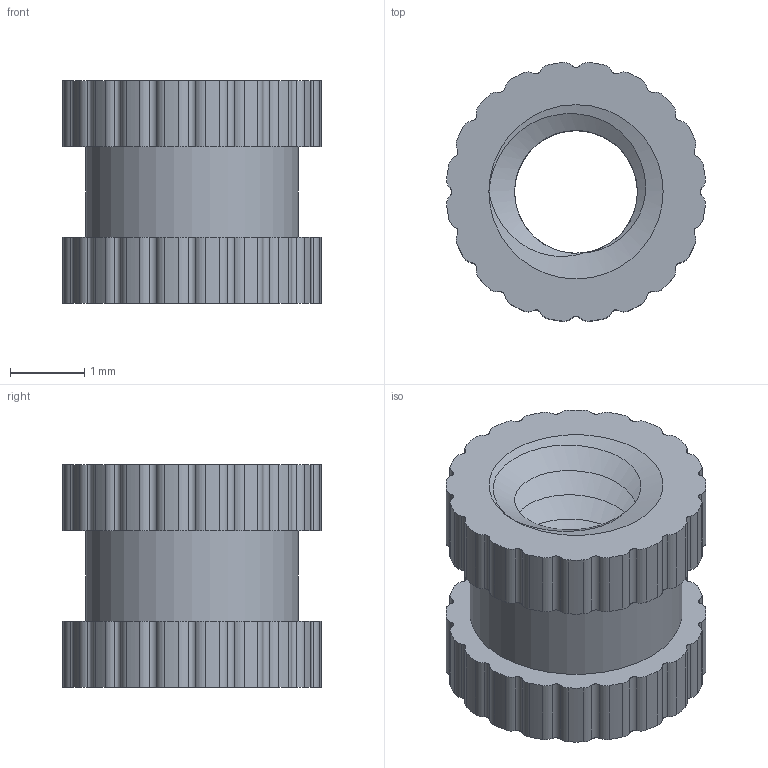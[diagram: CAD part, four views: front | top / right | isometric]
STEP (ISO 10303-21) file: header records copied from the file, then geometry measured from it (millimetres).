
FILE_DESCRIPTION(/* description */ ('Unknown'),/* implementation_level */ '2;1');
FILE_NAME(/* name */ 'Threaded Insert - M2x3x3.5',/* time_stamp */ '2021-07-16T15:39:10-04:00',/* author */ ('Unknown'),/* organization */ ('Unknown'),/* preprocessor_version */ 'ST-DEVELOPER v16.7',/* originating_system */ 'Solid Edge',/* authorisation */ 'Unknown');
FILE_SCHEMA (('CONFIG_CONTROL_DESIGN'));
Length unit declared in the file: millimetre
Products named in the file (1): Threaded Insert - M2x3x3.5
Bounding box: 3.48 x 3.48 x 3 mm (x, y, z)
Volume: 15 mm3; surface area: 87.1 mm2
Topology: 1 solids, 21 shells, 341 faces, 887 edges, 590 vertices
Faces by surface type: cylinder 161, plane 137, bspline 41, cone 2
Full cylindrical faces by diameter (mm): 2.86 x1
Entity records: 14883 total; most frequent: CARTESIAN_POINT 4457, ORIENTED_EDGE 1764, DIRECTION 1538, EDGE_CURVE 882, AXIS2_PLACEMENT_3D 625, VERTEX_POINT 590, EDGE_LOOP 362, FACE_BOUND 362
